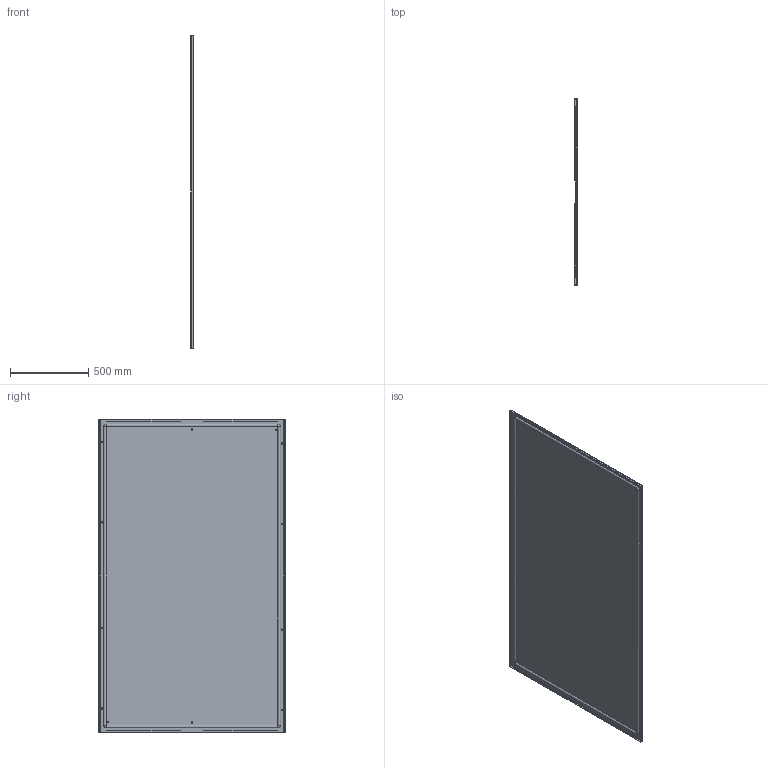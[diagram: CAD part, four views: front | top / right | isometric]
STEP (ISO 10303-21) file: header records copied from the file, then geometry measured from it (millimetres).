
FILE_DESCRIPTION(('CATIA V5 STEP Exchange'),'2;1');
FILE_NAME('EP2012K.stp','2015-01-09T13:51:36+00:00',('none'),('none'),'CATIA Version 5 Release 20 SP 6 (IN-10)','CATIA V5 STEP AP203','none');
FILE_SCHEMA(('CONFIG_CONTROL_DESIGN'));
Length unit declared in the file: millimetre
Products named in the file (1): Retro_2000x1200_IS2_estetico
Bounding box: 17 x 1188.56 x 1996 mm (x, y, z)
Volume: 4465043 mm3; surface area: 4999420.9 mm2
Topology: 1 solids, 1 shells, 115 faces, 292 edges, 183 vertices
Faces by surface type: plane 43, cylinder 36, cone 24, torus 12
Entity records: 3581 total; most frequent: CARTESIAN_POINT 936, ORIENTED_EDGE 582, DIRECTION 427, EDGE_CURVE 291, AXIS2_PLACEMENT_3D 191, VERTEX_POINT 183, VECTOR 152, LINE 152
